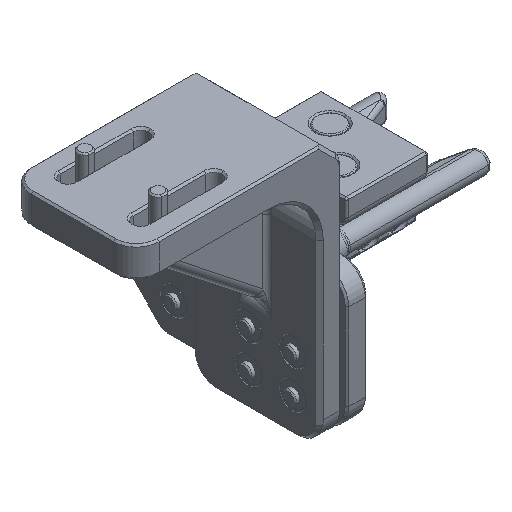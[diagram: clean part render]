
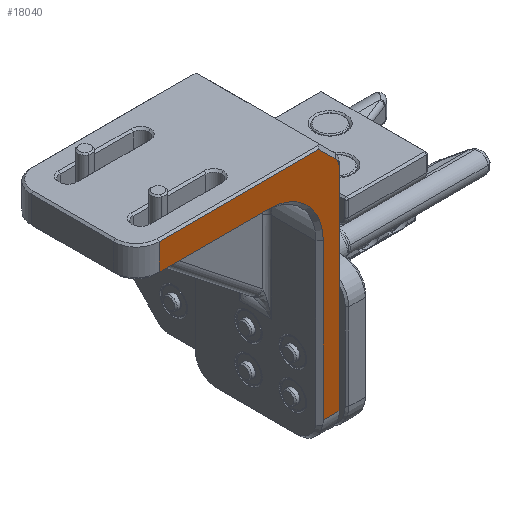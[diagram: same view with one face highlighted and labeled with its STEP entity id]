
A CAD part, isometric view. The second image highlights one B-rep face of the part: STEP entity #18040.
In plain terms, the highlighted planar face has unit normal (0, -1, 0).
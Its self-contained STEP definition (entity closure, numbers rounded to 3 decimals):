
#308 = CARTESIAN_POINT ( 'NONE',  ( 7.84, -69.272, 6.51 ) ) ;
#2119 = LINE ( 'NONE', #17624, #36421 ) ;
#2224 = DIRECTION ( 'NONE',  ( 0., -1., 0. ) ) ;
#4370 = VECTOR ( 'NONE', #17006, 1000. ) ;
#5011 = CARTESIAN_POINT ( 'NONE',  ( 23.34, -69.272, -39.599 ) ) ;
#5109 = DIRECTION ( 'NONE',  ( 0., 1., 0. ) ) ;
#5320 = ORIENTED_EDGE ( 'NONE', *, *, #19230, .T. ) ;
#5872 = CIRCLE ( 'NONE', #34742, 12.05 ) ;
#6091 = EDGE_CURVE ( 'NONE', #19107, #16000, #10346, .T. ) ;
#6257 = CARTESIAN_POINT ( 'NONE',  ( 22.681, -69.272, 8.558 ) ) ;
#6727 = CARTESIAN_POINT ( 'NONE',  ( 23.34, -69.272, 6.967 ) ) ;
#7447 = LINE ( 'NONE', #19618, #29309 ) ;
#7506 = EDGE_CURVE ( 'NONE', #19107, #16339, #9887, .T. ) ;
#8293 = EDGE_CURVE ( 'NONE', #21049, #37458, #32518, .T. ) ;
#8627 = CARTESIAN_POINT ( 'NONE',  ( 7.84, -69.272, -5.54 ) ) ;
#9682 = AXIS2_PLACEMENT_3D ( 'NONE', #31693, #2224, #38022 ) ;
#9887 = LINE ( 'NONE', #12048, #35684 ) ;
#10346 = CIRCLE ( 'NONE', #32324, 2.25 ) ;
#10540 = CARTESIAN_POINT ( 'NONE',  ( -16.133, -69.272, 6.51 ) ) ;
#10912 = EDGE_CURVE ( 'NONE', #36800, #14293, #7447, .T. ) ;
#11284 = CARTESIAN_POINT ( 'NONE',  ( 19.89, -69.272, 5.508 ) ) ;
#11715 = DIRECTION ( 'NONE',  ( -1., 0., 0. ) ) ;
#11943 = DIRECTION ( 'NONE',  ( -0.707, 0., 0.707 ) ) ;
#12048 = CARTESIAN_POINT ( 'NONE',  ( 23.34, -69.272, 5.508 ) ) ;
#12181 = DIRECTION ( 'NONE',  ( 0., -1., 0. ) ) ;
#13107 = CARTESIAN_POINT ( 'NONE',  ( 19.89, -69.272, -39.599 ) ) ;
#13560 = DIRECTION ( 'NONE',  ( 1., 0., 0. ) ) ;
#14156 = ORIENTED_EDGE ( 'NONE', *, *, #25545, .T. ) ;
#14293 = VERTEX_POINT ( 'NONE', #30060 ) ;
#14778 = ORIENTED_EDGE ( 'NONE', *, *, #32199, .F. ) ;
#15653 = EDGE_CURVE ( 'NONE', #17693, #37458, #5872, .T. ) ;
#16000 = VERTEX_POINT ( 'NONE', #37341 ) ;
#16339 = VERTEX_POINT ( 'NONE', #5011 ) ;
#17006 = DIRECTION ( 'NONE',  ( 0., 0., -1. ) ) ;
#17624 = CARTESIAN_POINT ( 'NONE',  ( 13.979, -69.272, -39.599 ) ) ;
#17693 = VERTEX_POINT ( 'NONE', #308 ) ;
#18040 = ADVANCED_FACE ( 'NONE', ( #23638 ), #35650, .T. ) ;
#19107 = VERTEX_POINT ( 'NONE', #6727 ) ;
#19230 = EDGE_CURVE ( 'NONE', #28015, #17693, #19479, .T. ) ;
#19479 = LINE ( 'NONE', #21866, #33603 ) ;
#19618 = CARTESIAN_POINT ( 'NONE',  ( -16.133, -69.272, 12.31 ) ) ;
#20445 = ORIENTED_EDGE ( 'NONE', *, *, #29002, .T. ) ;
#20615 = VECTOR ( 'NONE', #29183, 1000. ) ;
#20827 = DIRECTION ( 'NONE',  ( 1., 0., 0. ) ) ;
#21049 = VERTEX_POINT ( 'NONE', #13107 ) ;
#21051 = DIRECTION ( 'NONE',  ( 0., 0., 1. ) ) ;
#21498 = DIRECTION ( 'NONE',  ( 0., 0., -1. ) ) ;
#21866 = CARTESIAN_POINT ( 'NONE',  ( 8.867, -69.272, 6.51 ) ) ;
#23019 = LINE ( 'NONE', #6257, #31960 ) ;
#23638 = FACE_OUTER_BOUND ( 'NONE', #24840, .T. ) ;
#24840 = EDGE_LOOP ( 'NONE', ( #20445, #33852, #14156, #5320, #24867, #28110, #14778, #38020, #26484 ) ) ;
#24867 = ORIENTED_EDGE ( 'NONE', *, *, #15653, .T. ) ;
#25350 = DIRECTION ( 'NONE',  ( -1., 0., 0. ) ) ;
#25545 = EDGE_CURVE ( 'NONE', #14293, #28015, #38078, .T. ) ;
#26484 = ORIENTED_EDGE ( 'NONE', *, *, #6091, .T. ) ;
#27139 = CARTESIAN_POINT ( 'NONE',  ( 21.09, -69.272, 6.967 ) ) ;
#28015 = VERTEX_POINT ( 'NONE', #10540 ) ;
#28110 = ORIENTED_EDGE ( 'NONE', *, *, #8293, .F. ) ;
#28973 = CARTESIAN_POINT ( 'NONE',  ( 19.89, -69.272, -5.54 ) ) ;
#29002 = EDGE_CURVE ( 'NONE', #16000, #36800, #23019, .T. ) ;
#29183 = DIRECTION ( 'NONE',  ( 0., 0., 1. ) ) ;
#29309 = VECTOR ( 'NONE', #25350, 1000. ) ;
#30060 = CARTESIAN_POINT ( 'NONE',  ( -16.133, -69.272, 12.31 ) ) ;
#30145 = CARTESIAN_POINT ( 'NONE',  ( 18.929, -69.272, 12.31 ) ) ;
#31693 = CARTESIAN_POINT ( 'NONE',  ( 8.867, -69.272, 12.71 ) ) ;
#31960 = VECTOR ( 'NONE', #11943, 1000. ) ;
#32199 = EDGE_CURVE ( 'NONE', #16339, #21049, #2119, .T. ) ;
#32324 = AXIS2_PLACEMENT_3D ( 'NONE', #27139, #12181, #21051 ) ;
#32332 = CARTESIAN_POINT ( 'NONE',  ( -16.133, -69.272, 12.71 ) ) ;
#32518 = LINE ( 'NONE', #11284, #20615 ) ;
#33603 = VECTOR ( 'NONE', #13560, 1000. ) ;
#33852 = ORIENTED_EDGE ( 'NONE', *, *, #10912, .T. ) ;
#34742 = AXIS2_PLACEMENT_3D ( 'NONE', #8627, #5109, #20827 ) ;
#35650 = PLANE ( 'NONE',  #9682 ) ;
#35684 = VECTOR ( 'NONE', #21498, 1000. ) ;
#36421 = VECTOR ( 'NONE', #11715, 1000. ) ;
#36800 = VERTEX_POINT ( 'NONE', #30145 ) ;
#37341 = CARTESIAN_POINT ( 'NONE',  ( 22.681, -69.272, 8.558 ) ) ;
#37458 = VERTEX_POINT ( 'NONE', #28973 ) ;
#38020 = ORIENTED_EDGE ( 'NONE', *, *, #7506, .F. ) ;
#38022 = DIRECTION ( 'NONE',  ( 0., 0., -1. ) ) ;
#38078 = LINE ( 'NONE', #32332, #4370 ) ;
